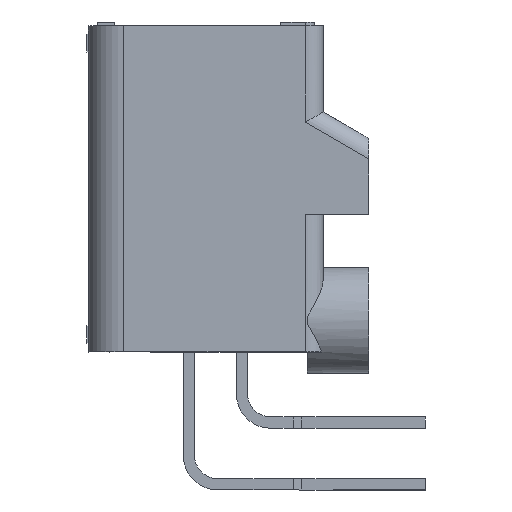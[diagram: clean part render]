
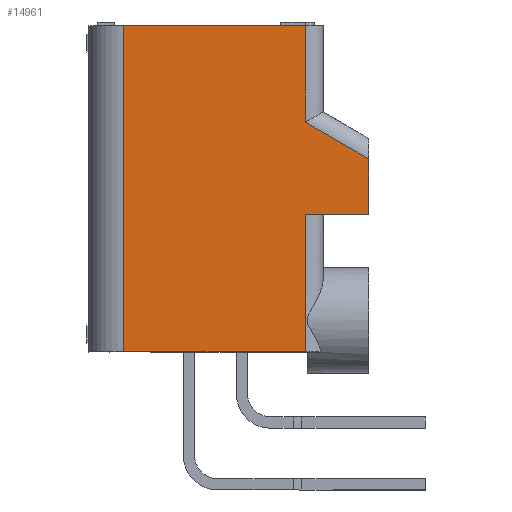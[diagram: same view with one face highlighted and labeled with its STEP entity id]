
A CAD part, left-side view. The second image highlights one B-rep face of the part: STEP entity #14961.
In plain terms, the highlighted planar face has unit normal (-1, 0, 0).
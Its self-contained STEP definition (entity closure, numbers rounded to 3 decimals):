
#247 = LINE ( 'NONE', #14448, #12509 ) ;
#571 = ORIENTED_EDGE ( 'NONE', *, *, #23757, .F. ) ;
#970 = VECTOR ( 'NONE', #13817, 1000. ) ;
#1645 = ORIENTED_EDGE ( 'NONE', *, *, #17358, .T. ) ;
#1951 = CARTESIAN_POINT ( 'NONE',  ( -22.75, 15.9, 0. ) ) ;
#2076 = DIRECTION ( 'NONE',  ( 1., 0., 0. ) ) ;
#2242 = DIRECTION ( 'NONE',  ( 0., 1., 0. ) ) ;
#2927 = ORIENTED_EDGE ( 'NONE', *, *, #7640, .F. ) ;
#3802 = VERTEX_POINT ( 'NONE', #16520 ) ;
#4899 = CARTESIAN_POINT ( 'NONE',  ( -22.75, 3.6, -5.477 ) ) ;
#5276 = CARTESIAN_POINT ( 'NONE',  ( -22.75, 3.6, -10.7 ) ) ;
#6122 = VERTEX_POINT ( 'NONE', #17735 ) ;
#6309 = DIRECTION ( 'NONE',  ( 0., 0., 1. ) ) ;
#6518 = ORIENTED_EDGE ( 'NONE', *, *, #9555, .T. ) ;
#6906 = DIRECTION ( 'NONE',  ( 0., -1., 0. ) ) ;
#7632 = VECTOR ( 'NONE', #8899, 1000. ) ;
#7640 = EDGE_CURVE ( 'NONE', #15378, #19592, #25339, .T. ) ;
#7825 = CARTESIAN_POINT ( 'NONE',  ( -22.75, 13.9, 0. ) ) ;
#8876 = CARTESIAN_POINT ( 'NONE',  ( -22.75, 13.9, -18.5 ) ) ;
#8899 = DIRECTION ( 'NONE',  ( 0., 1., 0. ) ) ;
#9310 = LINE ( 'NONE', #19264, #21282 ) ;
#9349 = DIRECTION ( 'NONE',  ( 0., 0.866, 0.5 ) ) ;
#9555 = EDGE_CURVE ( 'NONE', #21521, #17698, #9310, .T. ) ;
#9867 = LINE ( 'NONE', #11669, #24363 ) ;
#10197 = VECTOR ( 'NONE', #2242, 1000. ) ;
#10644 = EDGE_CURVE ( 'NONE', #21521, #3802, #14395, .T. ) ;
#11046 = VERTEX_POINT ( 'NONE', #4899 ) ;
#11669 = CARTESIAN_POINT ( 'NONE',  ( -22.75, 15.197, 1.218 ) ) ;
#12194 = CARTESIAN_POINT ( 'NONE',  ( -22.75, 15.9, -18.5 ) ) ;
#12319 = LINE ( 'NONE', #12194, #10197 ) ;
#12509 = VECTOR ( 'NONE', #6309, 1000. ) ;
#13817 = DIRECTION ( 'NONE',  ( 0., 0., -1. ) ) ;
#13959 = PLANE ( 'NONE',  #14814 ) ;
#14332 = EDGE_LOOP ( 'NONE', ( #571, #2927, #18140, #15407, #19905, #6518, #21247, #1645 ) ) ;
#14395 = LINE ( 'NONE', #24616, #19632 ) ;
#14448 = CARTESIAN_POINT ( 'NONE',  ( -22.75, 3.6, 0. ) ) ;
#14814 = AXIS2_PLACEMENT_3D ( 'NONE', #1951, #2076, #15769 ) ;
#14961 = ADVANCED_FACE ( 'NONE', ( #17721 ), #13959, .F. ) ;
#15378 = VERTEX_POINT ( 'NONE', #22038 ) ;
#15407 = ORIENTED_EDGE ( 'NONE', *, *, #20003, .T. ) ;
#15610 = EDGE_CURVE ( 'NONE', #15378, #11046, #9867, .T. ) ;
#15769 = DIRECTION ( 'NONE',  ( 0., 0., -1. ) ) ;
#15819 = CARTESIAN_POINT ( 'NONE',  ( -22.75, 0., -10.7 ) ) ;
#16520 = CARTESIAN_POINT ( 'NONE',  ( -22.75, 3.6, 0. ) ) ;
#16539 = LINE ( 'NONE', #24822, #24361 ) ;
#16784 = LINE ( 'NONE', #18721, #7632 ) ;
#17358 = EDGE_CURVE ( 'NONE', #6122, #20863, #16539, .T. ) ;
#17698 = VERTEX_POINT ( 'NONE', #8876 ) ;
#17721 = FACE_OUTER_BOUND ( 'NONE', #14332, .T. ) ;
#17735 = CARTESIAN_POINT ( 'NONE',  ( -22.75, 3.6, -18.5 ) ) ;
#18140 = ORIENTED_EDGE ( 'NONE', *, *, #15610, .T. ) ;
#18721 = CARTESIAN_POINT ( 'NONE',  ( -22.75, 2.6, -10.7 ) ) ;
#19264 = CARTESIAN_POINT ( 'NONE',  ( -22.75, 13.9, 0. ) ) ;
#19592 = VERTEX_POINT ( 'NONE', #15819 ) ;
#19632 = VECTOR ( 'NONE', #6906, 1000. ) ;
#19905 = ORIENTED_EDGE ( 'NONE', *, *, #10644, .F. ) ;
#20003 = EDGE_CURVE ( 'NONE', #11046, #3802, #247, .T. ) ;
#20863 = VERTEX_POINT ( 'NONE', #5276 ) ;
#21247 = ORIENTED_EDGE ( 'NONE', *, *, #25521, .F. ) ;
#21282 = VECTOR ( 'NONE', #24962, 1000. ) ;
#21521 = VERTEX_POINT ( 'NONE', #7825 ) ;
#22038 = CARTESIAN_POINT ( 'NONE',  ( -22.75, 0., -7.556 ) ) ;
#23267 = CARTESIAN_POINT ( 'NONE',  ( -22.75, 0., -10.7 ) ) ;
#23757 = EDGE_CURVE ( 'NONE', #19592, #20863, #16784, .T. ) ;
#24308 = DIRECTION ( 'NONE',  ( 0., 0., 1. ) ) ;
#24361 = VECTOR ( 'NONE', #24308, 1000. ) ;
#24363 = VECTOR ( 'NONE', #9349, 1000. ) ;
#24616 = CARTESIAN_POINT ( 'NONE',  ( -22.75, 15.9, 0. ) ) ;
#24822 = CARTESIAN_POINT ( 'NONE',  ( -22.75, 3.6, 0. ) ) ;
#24962 = DIRECTION ( 'NONE',  ( 0., 0., -1. ) ) ;
#25339 = LINE ( 'NONE', #23267, #970 ) ;
#25521 = EDGE_CURVE ( 'NONE', #6122, #17698, #12319, .T. ) ;
